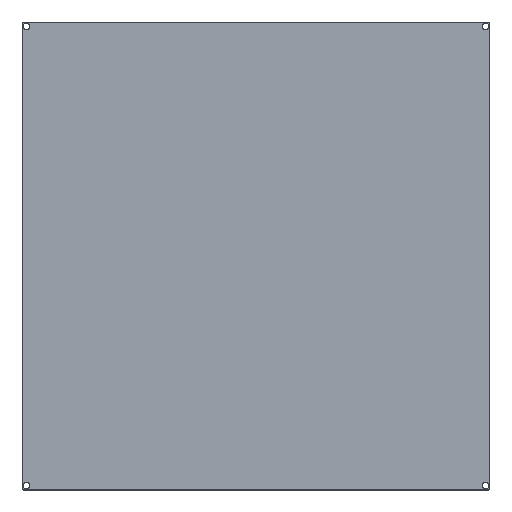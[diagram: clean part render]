
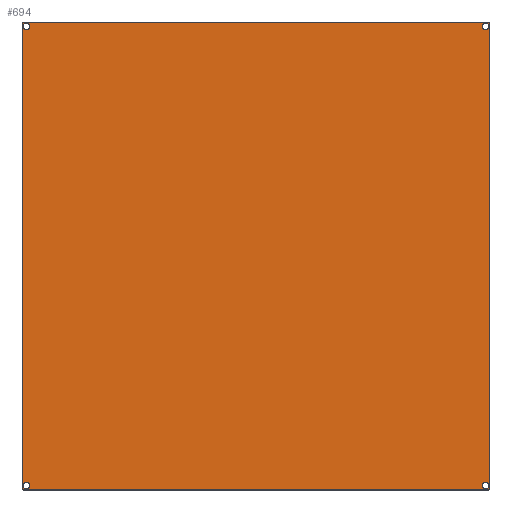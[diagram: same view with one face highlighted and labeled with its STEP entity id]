
A CAD part, top view. The second image highlights one B-rep face of the part: STEP entity #694.
In plain terms, the highlighted planar face has unit normal (0, 0, 1).
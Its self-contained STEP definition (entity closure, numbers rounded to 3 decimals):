
#131=CARTESIAN_POINT('',(-105.,-105.,3.));
#132=DIRECTION('',(0.,0.,-1.));
#133=DIRECTION('',(-1.,0.,0.));
#134=AXIS2_PLACEMENT_3D('',#131,#132,#133);
#139=CARTESIAN_POINT('',(-105.,-105.,3.));
#140=DIRECTION('',(0.,0.,-1.));
#141=DIRECTION('',(1.,0.,0.));
#142=AXIS2_PLACEMENT_3D('',#139,#140,#141);
#147=CARTESIAN_POINT('',(105.,105.,3.));
#148=DIRECTION('',(0.,0.,-1.));
#149=DIRECTION('',(-1.,0.,0.));
#150=AXIS2_PLACEMENT_3D('',#147,#148,#149);
#155=CARTESIAN_POINT('',(105.,105.,3.));
#156=DIRECTION('',(0.,0.,-1.));
#157=DIRECTION('',(1.,0.,0.));
#158=AXIS2_PLACEMENT_3D('',#155,#156,#157);
#163=CARTESIAN_POINT('',(-105.,105.,3.));
#164=DIRECTION('',(0.,0.,-1.));
#165=DIRECTION('',(-1.,0.,0.));
#166=AXIS2_PLACEMENT_3D('',#163,#164,#165);
#171=CARTESIAN_POINT('',(-105.,105.,3.));
#172=DIRECTION('',(0.,0.,-1.));
#173=DIRECTION('',(1.,0.,0.));
#174=AXIS2_PLACEMENT_3D('',#171,#172,#173);
#179=CARTESIAN_POINT('',(105.,-105.,3.));
#180=DIRECTION('',(0.,0.,-1.));
#181=DIRECTION('',(-1.,0.,0.));
#182=AXIS2_PLACEMENT_3D('',#179,#180,#181);
#187=CARTESIAN_POINT('',(105.,-105.,3.));
#188=DIRECTION('',(0.,0.,-1.));
#189=DIRECTION('',(1.,0.,0.));
#190=AXIS2_PLACEMENT_3D('',#187,#188,#189);
#195=CARTESIAN_POINT('',(106.5,-106.5,3.));
#196=DIRECTION('',(0.,0.,1.));
#197=DIRECTION('',(0.,-1.,0.));
#198=AXIS2_PLACEMENT_3D('',#195,#196,#197);
#203=CARTESIAN_POINT('',(-106.5,-106.5,3.));
#204=DIRECTION('',(0.,0.,1.));
#205=DIRECTION('',(-0.707,-0.707,0.));
#206=AXIS2_PLACEMENT_3D('',#203,#204,#205);
#211=CARTESIAN_POINT('',(-106.5,-106.5,3.));
#212=DIRECTION('',(0.,0.,1.));
#213=DIRECTION('',(-1.,0.,0.));
#214=AXIS2_PLACEMENT_3D('',#211,#212,#213);
#219=DIRECTION('',(0.,-1.,0.));
#220=VECTOR('',#219,213.);
#221=CARTESIAN_POINT('',(-107.,106.5,3.));
#222=LINE('',#221,#220);
#226=CARTESIAN_POINT('',(-106.5,106.5,3.));
#227=DIRECTION('',(0.,0.,1.));
#228=DIRECTION('',(-0.707,0.707,0.));
#229=AXIS2_PLACEMENT_3D('',#226,#227,#228);
#234=CARTESIAN_POINT('',(-106.5,106.5,3.));
#235=DIRECTION('',(0.,0.,1.));
#236=DIRECTION('',(0.,1.,0.));
#237=AXIS2_PLACEMENT_3D('',#234,#235,#236);
#242=DIRECTION('',(-1.,0.,0.));
#243=VECTOR('',#242,213.);
#244=CARTESIAN_POINT('',(106.5,107.,3.));
#245=LINE('',#244,#243);
#249=CARTESIAN_POINT('',(106.5,106.5,3.));
#250=DIRECTION('',(0.,0.,1.));
#251=DIRECTION('',(0.707,0.707,0.));
#252=AXIS2_PLACEMENT_3D('',#249,#250,#251);
#257=CARTESIAN_POINT('',(106.5,106.5,3.));
#258=DIRECTION('',(0.,0.,1.));
#259=DIRECTION('',(1.,0.,0.));
#260=AXIS2_PLACEMENT_3D('',#257,#258,#259);
#265=DIRECTION('',(0.,1.,0.));
#266=VECTOR('',#265,213.);
#267=CARTESIAN_POINT('',(107.,-106.5,3.));
#268=LINE('',#267,#266);
#272=CARTESIAN_POINT('',(106.5,-106.5,3.));
#273=DIRECTION('',(0.,0.,1.));
#274=DIRECTION('',(0.707,-0.707,0.));
#275=AXIS2_PLACEMENT_3D('',#272,#273,#274);
#492=DIRECTION('',(-1.,0.,0.));
#493=VECTOR('',#492,213.);
#494=CARTESIAN_POINT('',(106.5,-107.,3.));
#495=LINE('',#494,#493);
#541=CARTESIAN_POINT('',(106.5,-107.,3.));
#542=CARTESIAN_POINT('',(106.854,-106.854,3.));
#543=VERTEX_POINT('',#541);
#544=VERTEX_POINT('',#542);
#545=CARTESIAN_POINT('',(107.,-106.5,3.));
#546=VERTEX_POINT('',#545);
#551=CARTESIAN_POINT('',(-106.5,-107.,3.));
#552=VERTEX_POINT('',#551);
#557=CARTESIAN_POINT('',(107.,106.5,3.));
#558=VERTEX_POINT('',#557);
#559=CARTESIAN_POINT('',(-106.854,-106.854,3.));
#560=VERTEX_POINT('',#559);
#561=CARTESIAN_POINT('',(-107.,-106.5,3.));
#562=VERTEX_POINT('',#561);
#565=CARTESIAN_POINT('',(106.854,106.854,3.));
#566=CARTESIAN_POINT('',(106.5,107.,3.));
#567=VERTEX_POINT('',#565);
#568=VERTEX_POINT('',#566);
#573=CARTESIAN_POINT('',(-106.5,107.,3.));
#574=VERTEX_POINT('',#573);
#575=CARTESIAN_POINT('',(-107.,106.5,3.));
#576=VERTEX_POINT('',#575);
#577=CARTESIAN_POINT('',(-106.854,106.854,3.));
#578=VERTEX_POINT('',#577);
#589=CARTESIAN_POINT('',(-103.5,-105.,3.));
#591=VERTEX_POINT('',#589);
#593=CARTESIAN_POINT('',(-106.5,-105.,3.));
#595=VERTEX_POINT('',#593);
#597=CARTESIAN_POINT('',(106.5,105.,3.));
#599=VERTEX_POINT('',#597);
#601=CARTESIAN_POINT('',(103.5,105.,3.));
#603=VERTEX_POINT('',#601);
#605=CARTESIAN_POINT('',(-103.5,105.,3.));
#607=VERTEX_POINT('',#605);
#609=CARTESIAN_POINT('',(-106.5,105.,3.));
#611=VERTEX_POINT('',#609);
#613=CARTESIAN_POINT('',(106.5,-105.,3.));
#615=VERTEX_POINT('',#613);
#617=CARTESIAN_POINT('',(103.5,-105.,3.));
#619=VERTEX_POINT('',#617);
#641=CARTESIAN_POINT('',(0.,0.,3.));
#642=DIRECTION('',(0.,0.,1.));
#643=DIRECTION('',(1.,0.,0.));
#644=AXIS2_PLACEMENT_3D('',#641,#642,#643);
#645=PLANE('',#644);
#646=ORIENTED_EDGE('',*,*,#636,.F.);
#648=ORIENTED_EDGE('',*,*,#647,.T.);
#650=ORIENTED_EDGE('',*,*,#649,.F.);
#652=ORIENTED_EDGE('',*,*,#651,.F.);
#654=ORIENTED_EDGE('',*,*,#653,.F.);
#656=ORIENTED_EDGE('',*,*,#655,.F.);
#658=ORIENTED_EDGE('',*,*,#657,.F.);
#660=ORIENTED_EDGE('',*,*,#659,.F.);
#662=ORIENTED_EDGE('',*,*,#661,.F.);
#664=ORIENTED_EDGE('',*,*,#663,.F.);
#666=ORIENTED_EDGE('',*,*,#665,.F.);
#667=ORIENTED_EDGE('',*,*,#626,.F.);
#668=EDGE_LOOP('',(#646,#648,#650,#652,#654,#656,#658,#660,#662,#664,#666,
#667));
#669=FACE_OUTER_BOUND('',#668,.F.);
#671=ORIENTED_EDGE('',*,*,#670,.F.);
#673=ORIENTED_EDGE('',*,*,#672,.F.);
#674=EDGE_LOOP('',(#671,#673));
#675=FACE_BOUND('',#674,.F.);
#677=ORIENTED_EDGE('',*,*,#676,.F.);
#679=ORIENTED_EDGE('',*,*,#678,.F.);
#680=EDGE_LOOP('',(#677,#679));
#681=FACE_BOUND('',#680,.F.);
#683=ORIENTED_EDGE('',*,*,#682,.F.);
#685=ORIENTED_EDGE('',*,*,#684,.F.);
#686=EDGE_LOOP('',(#683,#685));
#687=FACE_BOUND('',#686,.F.);
#689=ORIENTED_EDGE('',*,*,#688,.F.);
#691=ORIENTED_EDGE('',*,*,#690,.F.);
#692=EDGE_LOOP('',(#689,#691));
#693=FACE_BOUND('',#692,.F.);
#135=CIRCLE('',#134,1.5);
#143=CIRCLE('',#142,1.5);
#151=CIRCLE('',#150,1.5);
#159=CIRCLE('',#158,1.5);
#167=CIRCLE('',#166,1.5);
#175=CIRCLE('',#174,1.5);
#183=CIRCLE('',#182,1.5);
#191=CIRCLE('',#190,1.5);
#199=CIRCLE('',#198,0.5);
#207=CIRCLE('',#206,0.5);
#215=CIRCLE('',#214,0.5);
#230=CIRCLE('',#229,0.5);
#238=CIRCLE('',#237,0.5);
#253=CIRCLE('',#252,0.5);
#261=CIRCLE('',#260,0.5);
#276=CIRCLE('',#275,0.5);
#626=EDGE_CURVE('',#544,#546,#276,.T.);
#636=EDGE_CURVE('',#543,#544,#199,.T.);
#647=EDGE_CURVE('',#543,#552,#495,.T.);
#649=EDGE_CURVE('',#560,#552,#207,.T.);
#651=EDGE_CURVE('',#562,#560,#215,.T.);
#653=EDGE_CURVE('',#576,#562,#222,.T.);
#655=EDGE_CURVE('',#578,#576,#230,.T.);
#657=EDGE_CURVE('',#574,#578,#238,.T.);
#659=EDGE_CURVE('',#568,#574,#245,.T.);
#661=EDGE_CURVE('',#567,#568,#253,.T.);
#663=EDGE_CURVE('',#558,#567,#261,.T.);
#665=EDGE_CURVE('',#546,#558,#268,.T.);
#670=EDGE_CURVE('',#603,#599,#151,.T.);
#672=EDGE_CURVE('',#599,#603,#159,.T.);
#676=EDGE_CURVE('',#611,#607,#167,.T.);
#678=EDGE_CURVE('',#607,#611,#175,.T.);
#682=EDGE_CURVE('',#619,#615,#183,.T.);
#684=EDGE_CURVE('',#615,#619,#191,.T.);
#688=EDGE_CURVE('',#595,#591,#135,.T.);
#690=EDGE_CURVE('',#591,#595,#143,.T.);
#694=ADVANCED_FACE('',(#669,#675,#681,#687,#693),#645,.T.);
